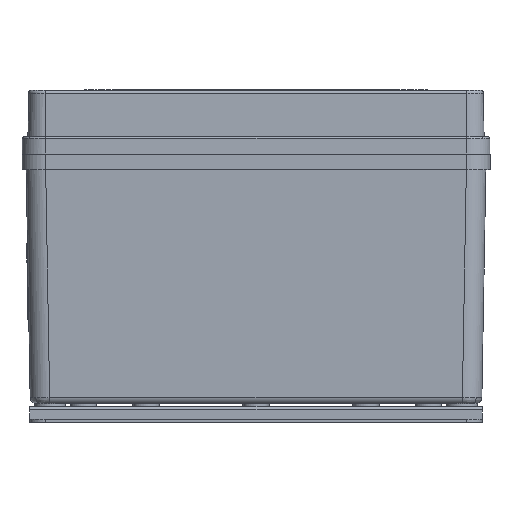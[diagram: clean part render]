
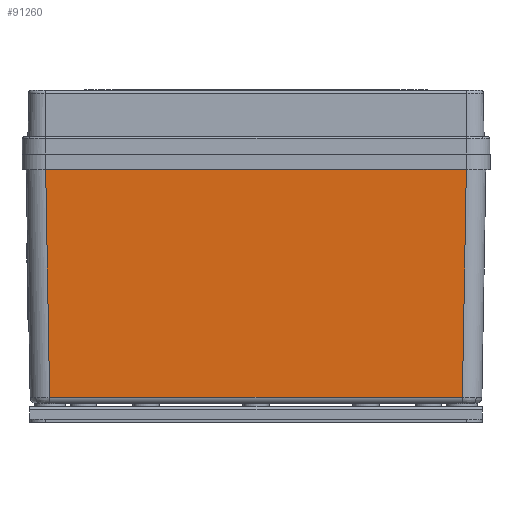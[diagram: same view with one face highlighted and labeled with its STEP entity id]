
A CAD part, front view. The second image highlights one B-rep face of the part: STEP entity #91260.
In plain terms, the highlighted face is planar.
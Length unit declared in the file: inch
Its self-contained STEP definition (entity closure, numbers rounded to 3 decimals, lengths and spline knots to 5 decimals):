
#3853 = DIRECTION ( 'NONE',  ( 0.017, -0.017, 1. ) ) ;
#6177 = CARTESIAN_POINT ( 'NONE',  ( -2.90354, 3.84795, 3.07224 ) ) ;
#7208 = ORIENTED_EDGE ( 'NONE', *, *, #72076, .T. ) ;
#7492 = DIRECTION ( 'NONE',  ( 1., 0., 0. ) ) ;
#8167 = FACE_OUTER_BOUND ( 'NONE', #49206, .T. ) ;
#9918 = CARTESIAN_POINT ( 'NONE',  ( 2.60389, 3.84795, 3.07224 ) ) ;
#16228 = LINE ( 'NONE', #6177, #41933 ) ;
#17827 = LINE ( 'NONE', #50036, #107700 ) ;
#28282 = PLANE ( 'NONE',  #131873 ) ;
#30038 = EDGE_CURVE ( 'NONE', #115927, #91627, #68593, .T. ) ;
#39720 = DIRECTION ( 'NONE',  ( 1., 0., 0. ) ) ;
#41308 = DIRECTION ( 'NONE',  ( -1., 0., 0. ) ) ;
#41742 = EDGE_CURVE ( 'NONE', #130724, #108337, #106606, .T. ) ;
#41933 = VECTOR ( 'NONE', #7492, 39.37008 ) ;
#42149 = EDGE_CURVE ( 'NONE', #108337, #115927, #16228, .T. ) ;
#49206 = EDGE_LOOP ( 'NONE', ( #88985, #69503, #119845, #7208 ) ) ;
#49767 = DIRECTION ( 'NONE',  ( 0., 1., 0.017 ) ) ;
#50036 = CARTESIAN_POINT ( 'NONE',  ( -2.90354, 3.89814, 0.19685 ) ) ;
#68593 = LINE ( 'NONE', #130418, #97945 ) ;
#69503 = ORIENTED_EDGE ( 'NONE', *, *, #42149, .T. ) ;
#69763 = VECTOR ( 'NONE', #3853, 39.37008 ) ;
#72076 = EDGE_CURVE ( 'NONE', #91627, #130724, #17827, .T. ) ;
#88985 = ORIENTED_EDGE ( 'NONE', *, *, #41742, .T. ) ;
#91260 = ADVANCED_FACE ( 'NONE', ( #8167 ), #28282, .T. ) ;
#91627 = VERTEX_POINT ( 'NONE', #119506 ) ;
#97945 = VECTOR ( 'NONE', #117645, 39.37008 ) ;
#106606 = LINE ( 'NONE', #124785, #69763 ) ;
#107700 = VECTOR ( 'NONE', #41308, 39.37008 ) ;
#108337 = VERTEX_POINT ( 'NONE', #111177 ) ;
#109359 = CARTESIAN_POINT ( 'NONE',  ( -2.65408, 3.89814, 0.19685 ) ) ;
#110243 = CARTESIAN_POINT ( 'NONE',  ( -2.90354, 3.90157, 0. ) ) ;
#111177 = CARTESIAN_POINT ( 'NONE',  ( -2.60389, 3.84795, 3.07224 ) ) ;
#115927 = VERTEX_POINT ( 'NONE', #9918 ) ;
#117645 = DIRECTION ( 'NONE',  ( 0.017, 0.017, -1. ) ) ;
#119506 = CARTESIAN_POINT ( 'NONE',  ( 2.65408, 3.89814, 0.19685 ) ) ;
#119845 = ORIENTED_EDGE ( 'NONE', *, *, #30038, .T. ) ;
#124785 = CARTESIAN_POINT ( 'NONE',  ( -2.65759, 3.90165, -0.00429 ) ) ;
#130418 = CARTESIAN_POINT ( 'NONE',  ( 2.65582, 3.89988, 0.09701 ) ) ;
#130724 = VERTEX_POINT ( 'NONE', #109359 ) ;
#131873 = AXIS2_PLACEMENT_3D ( 'NONE', #110243, #49767, #39720 ) ;
